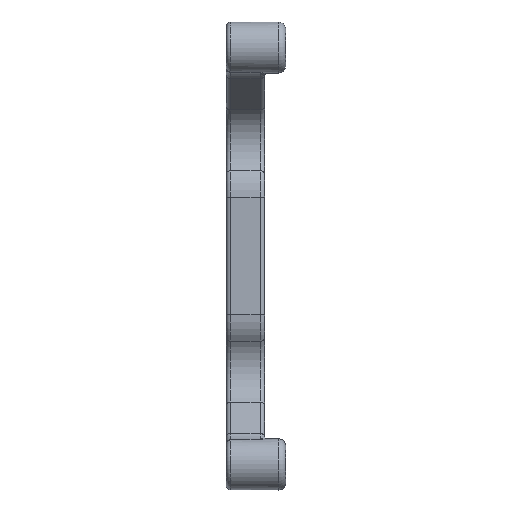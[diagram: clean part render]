
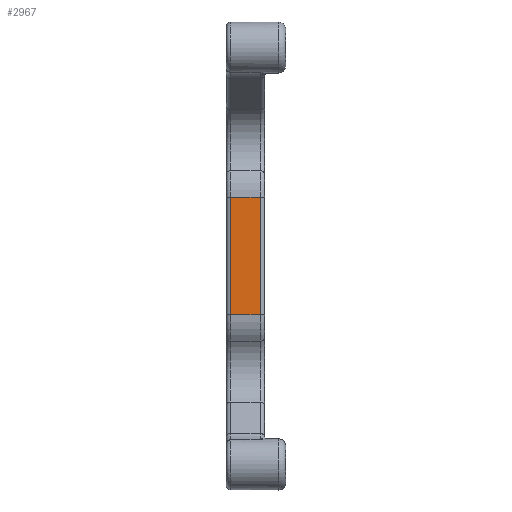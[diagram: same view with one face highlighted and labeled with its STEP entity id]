
A CAD part, left-side view. The second image highlights one B-rep face of the part: STEP entity #2967.
In plain terms, the highlighted planar face has unit normal (-1, 0, 0).
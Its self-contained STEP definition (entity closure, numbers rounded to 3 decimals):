
#36=PLANE('',#3381);
#225=LINE('',#5891,#393);
#226=LINE('',#5902,#394);
#251=LINE('',#6058,#419);
#252=LINE('',#6060,#420);
#393=VECTOR('',#4009,10.);
#394=VECTOR('',#4024,10.);
#419=VECTOR('',#4259,10.);
#420=VECTOR('',#4262,10.);
#618=FACE_OUTER_BOUND('',#812,.T.);
#812=EDGE_LOOP('',(#2576,#2577,#2578,#2579));
#1381=VERTEX_POINT('',#5885);
#1382=VERTEX_POINT('',#5889);
#1384=VERTEX_POINT('',#5899);
#1385=VERTEX_POINT('',#5901);
#1733=EDGE_CURVE('',#1382,#1381,#225,.T.);
#1738=EDGE_CURVE('',#1384,#1385,#226,.T.);
#1818=EDGE_CURVE('',#1385,#1382,#251,.T.);
#1819=EDGE_CURVE('',#1381,#1384,#252,.T.);
#2576=ORIENTED_EDGE('',*,*,#1733,.F.);
#2577=ORIENTED_EDGE('',*,*,#1818,.F.);
#2578=ORIENTED_EDGE('',*,*,#1738,.F.);
#2579=ORIENTED_EDGE('',*,*,#1819,.F.);
#2967=ADVANCED_FACE('',(#618),#36,.T.);
#3381=AXIS2_PLACEMENT_3D('',#6059,#4260,#4261);
#4009=DIRECTION('',(0.,0.,-1.));
#4024=DIRECTION('',(0.,0.,1.));
#4259=DIRECTION('',(0.,-1.,0.));
#4260=DIRECTION('center_axis',(-1.,0.,0.));
#4261=DIRECTION('ref_axis',(0.,0.,1.));
#4262=DIRECTION('',(0.,1.,0.));
#5885=CARTESIAN_POINT('',(9.,6.,-59.431));
#5889=CARTESIAN_POINT('',(9.,6.,-45.568));
#5891=CARTESIAN_POINT('',(9.,6.,-57.));
#5899=CARTESIAN_POINT('',(9.,9.5,-59.431));
#5901=CARTESIAN_POINT('',(9.,9.5,-45.568));
#5902=CARTESIAN_POINT('',(9.,9.5,-57.));
#6058=CARTESIAN_POINT('',(9.,5.5,-45.568));
#6059=CARTESIAN_POINT('Origin',(9.,5.5,-61.5));
#6060=CARTESIAN_POINT('',(9.,5.5,-59.431));
